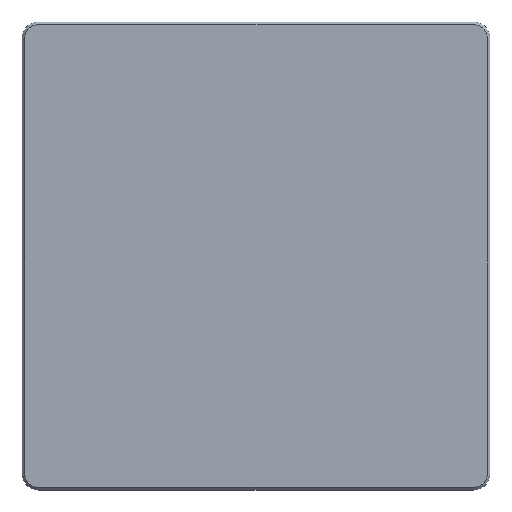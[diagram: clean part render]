
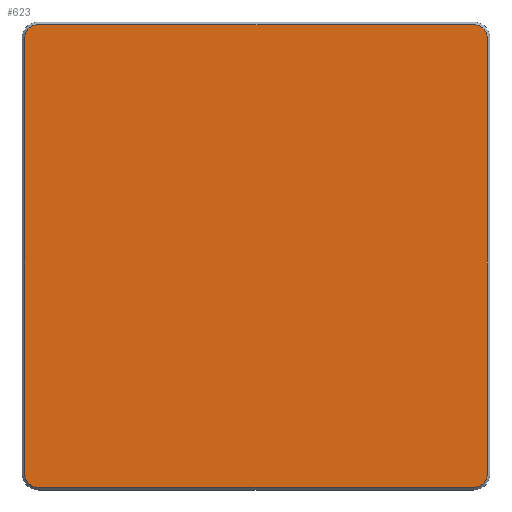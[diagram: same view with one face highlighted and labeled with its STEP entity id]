
A CAD part, top view. The second image highlights one B-rep face of the part: STEP entity #623.
In plain terms, the highlighted planar face has unit normal (0, 0, 1).
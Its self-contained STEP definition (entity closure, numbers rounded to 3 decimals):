
#552=CARTESIAN_POINT('Axis2P3D Location',(0.,0.,1.6)) ;
#557=CARTESIAN_POINT('Line Origine',(0.,36.2,1.6)) ;
#561=CARTESIAN_POINT('Vertex',(34.,36.2,1.6)) ;
#563=CARTESIAN_POINT('Vertex',(-34.,36.2,1.6)) ;
#566=CARTESIAN_POINT('Axis2P3D Location',(-34.,34.,1.6)) ;
#570=CARTESIAN_POINT('Vertex',(-36.2,34.,1.6)) ;
#573=CARTESIAN_POINT('Line Origine',(-36.2,0.,1.6)) ;
#577=CARTESIAN_POINT('Vertex',(-36.2,-34.,1.6)) ;
#580=CARTESIAN_POINT('Axis2P3D Location',(-34.,-34.,1.6)) ;
#584=CARTESIAN_POINT('Vertex',(-34.,-36.2,1.6)) ;
#587=CARTESIAN_POINT('Line Origine',(0.,-36.2,1.6)) ;
#591=CARTESIAN_POINT('Vertex',(34.,-36.2,1.6)) ;
#594=CARTESIAN_POINT('Axis2P3D Location',(34.,-34.,1.6)) ;
#598=CARTESIAN_POINT('Vertex',(36.2,-34.,1.6)) ;
#601=CARTESIAN_POINT('Line Origine',(36.2,0.,1.6)) ;
#605=CARTESIAN_POINT('Vertex',(36.2,34.,1.6)) ;
#608=CARTESIAN_POINT('Axis2P3D Location',(34.,34.,1.6)) ;
#559=VECTOR('Line Direction',#558,1.) ;
#575=VECTOR('Line Direction',#574,1.) ;
#589=VECTOR('Line Direction',#588,1.) ;
#603=VECTOR('Line Direction',#602,1.) ;
#553=DIRECTION('Axis2P3D Direction',(0.,0.,1.)) ;
#554=DIRECTION('Axis2P3D XDirection',(1.,0.,0.)) ;
#558=DIRECTION('Vector Direction',(-1.,0.,0.)) ;
#567=DIRECTION('Axis2P3D Direction',(0.,0.,1.)) ;
#574=DIRECTION('Vector Direction',(0.,-1.,0.)) ;
#581=DIRECTION('Axis2P3D Direction',(0.,0.,1.)) ;
#588=DIRECTION('Vector Direction',(1.,0.,0.)) ;
#595=DIRECTION('Axis2P3D Direction',(0.,0.,1.)) ;
#602=DIRECTION('Vector Direction',(0.,1.,0.)) ;
#609=DIRECTION('Axis2P3D Direction',(0.,0.,1.)) ;
#555=AXIS2_PLACEMENT_3D('Plane Axis2P3D',#552,#553,#554) ;
#568=AXIS2_PLACEMENT_3D('Circle Axis2P3D',#566,#567,$) ;
#582=AXIS2_PLACEMENT_3D('Circle Axis2P3D',#580,#581,$) ;
#596=AXIS2_PLACEMENT_3D('Circle Axis2P3D',#594,#595,$) ;
#610=AXIS2_PLACEMENT_3D('Circle Axis2P3D',#608,#609,$) ;
#560=LINE('Line',#557,#559) ;
#576=LINE('Line',#573,#575) ;
#590=LINE('Line',#587,#589) ;
#604=LINE('Line',#601,#603) ;
#569=CIRCLE('generated circle',#568,2.2) ;
#583=CIRCLE('generated circle',#582,2.2) ;
#597=CIRCLE('generated circle',#596,2.2) ;
#611=CIRCLE('generated circle',#610,2.2) ;
#556=PLANE('',#555) ;
#565=EDGE_CURVE('',#562,#564,#560,.T.) ;
#572=EDGE_CURVE('',#564,#571,#569,.T.) ;
#579=EDGE_CURVE('',#571,#578,#576,.T.) ;
#586=EDGE_CURVE('',#578,#585,#583,.T.) ;
#593=EDGE_CURVE('',#585,#592,#590,.T.) ;
#600=EDGE_CURVE('',#592,#599,#597,.T.) ;
#607=EDGE_CURVE('',#599,#606,#604,.T.) ;
#612=EDGE_CURVE('',#606,#562,#611,.T.) ;
#614=ORIENTED_EDGE('',*,*,#565,.T.) ;
#615=ORIENTED_EDGE('',*,*,#572,.T.) ;
#616=ORIENTED_EDGE('',*,*,#579,.T.) ;
#617=ORIENTED_EDGE('',*,*,#586,.T.) ;
#618=ORIENTED_EDGE('',*,*,#593,.T.) ;
#619=ORIENTED_EDGE('',*,*,#600,.T.) ;
#620=ORIENTED_EDGE('',*,*,#607,.T.) ;
#621=ORIENTED_EDGE('',*,*,#612,.T.) ;
#613=EDGE_LOOP('',(#614,#615,#616,#617,#618,#619,#620,#621)) ;
#562=VERTEX_POINT('',#561) ;
#564=VERTEX_POINT('',#563) ;
#571=VERTEX_POINT('',#570) ;
#578=VERTEX_POINT('',#577) ;
#585=VERTEX_POINT('',#584) ;
#592=VERTEX_POINT('',#591) ;
#599=VERTEX_POINT('',#598) ;
#606=VERTEX_POINT('',#605) ;
#623=ADVANCED_FACE('PartBody',(#622),#556,.T.) ;
#622=FACE_OUTER_BOUND('',#613,.T.) ;
